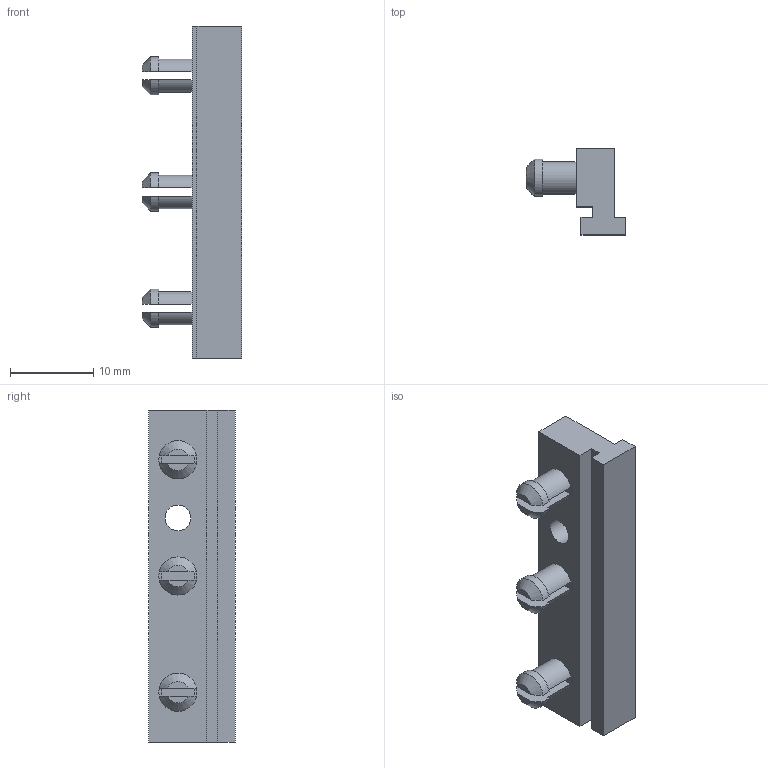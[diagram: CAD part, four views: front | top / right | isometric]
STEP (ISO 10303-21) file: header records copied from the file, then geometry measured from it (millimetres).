
FILE_DESCRIPTION(('FreeCAD Model'),'2;1');
FILE_NAME('Open CASCADE Shape Model','2024-06-05T08:48:36',(''),(''), 'Open CASCADE STEP processor 7.6','FreeCAD','Unknown');
FILE_SCHEMA(('AUTOMOTIVE_DESIGN { 1 0 10303 214 1 1 1 1 }'));
Length unit declared in the file: millimetre
Products named in the file (1): Chamfer
Bounding box: 12 x 10.4 x 40 mm (x, y, z)
Volume: 2002.2 mm3; surface area: 1884.2 mm2
Topology: 1 solids, 1 shells, 58 faces, 150 edges, 97 vertices
Faces by surface type: plane 39, cylinder 13, cone 6
Full cylindrical faces by diameter (mm): 3.1 x1
Entity records: 1807 total; most frequent: DIRECTION 327, CARTESIAN_POINT 306, ORIENTED_EDGE 300, EDGE_CURVE 150, AXIS2_PLACEMENT_3D 118, VERTEX_POINT 97, LINE 91, VECTOR 91
